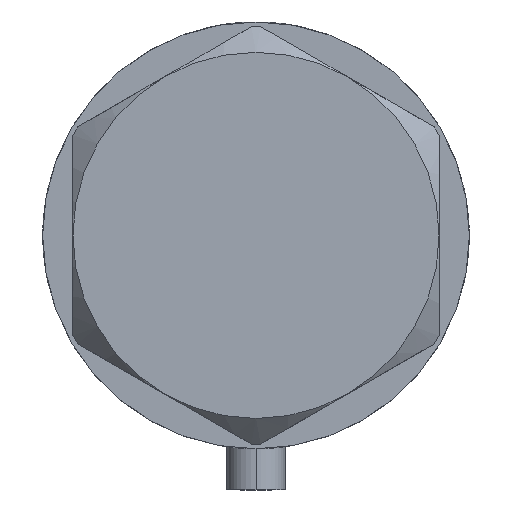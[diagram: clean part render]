
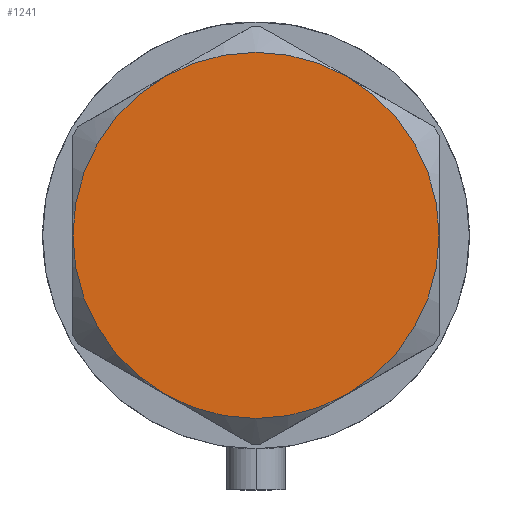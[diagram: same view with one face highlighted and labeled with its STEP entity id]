
A CAD part, left-side view. The second image highlights one B-rep face of the part: STEP entity #1241.
In plain terms, the highlighted face is planar.
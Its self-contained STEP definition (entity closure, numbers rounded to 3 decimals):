
#19 = DIRECTION ( 'NONE',  ( 0., 0., 1. ) ) ;
#196 = VERTEX_POINT ( 'NONE', #542 ) ;
#250 = DIRECTION ( 'NONE',  ( 0., 0., 1. ) ) ;
#370 = CIRCLE ( 'NONE', #3099, 37.75 ) ;
#375 = AXIS2_PLACEMENT_3D ( 'NONE', #3377, #250, #2673 ) ;
#379 = ORIENTED_EDGE ( 'NONE', *, *, #3675, .T. ) ;
#542 = CARTESIAN_POINT ( 'NONE',  ( -37.75, 0., 13. ) ) ;
#609 = CIRCLE ( 'NONE', #1494, 37.75 ) ;
#743 = DIRECTION ( 'NONE',  ( 1., 0., 0. ) ) ;
#842 = EDGE_CURVE ( 'NONE', #1879, #1132, #1128, .T. ) ;
#991 = CARTESIAN_POINT ( 'NONE',  ( 0., 0., 13. ) ) ;
#1113 = CARTESIAN_POINT ( 'NONE',  ( 0., 0., 13. ) ) ;
#1128 = CIRCLE ( 'NONE', #2380, 37.75 ) ;
#1132 = VERTEX_POINT ( 'NONE', #2803 ) ;
#1241 = ADVANCED_FACE ( 'NONE', ( #1446 ), #3895, .T. ) ;
#1397 = DIRECTION ( 'NONE',  ( 1., 0., 0. ) ) ;
#1423 = CARTESIAN_POINT ( 'NONE',  ( 0., 0., 13. ) ) ;
#1438 = CARTESIAN_POINT ( 'NONE',  ( 18.875, -32.692, 13. ) ) ;
#1446 = FACE_OUTER_BOUND ( 'NONE', #3118, .T. ) ;
#1494 = AXIS2_PLACEMENT_3D ( 'NONE', #2489, #19, #2100 ) ;
#1839 = EDGE_CURVE ( 'NONE', #1132, #4413, #2001, .T. ) ;
#1844 = AXIS2_PLACEMENT_3D ( 'NONE', #3397, #4086, #4127 ) ;
#1861 = CARTESIAN_POINT ( 'NONE',  ( 18.875, 32.692, 13. ) ) ;
#1878 = ORIENTED_EDGE ( 'NONE', *, *, #3069, .T. ) ;
#1879 = VERTEX_POINT ( 'NONE', #1438 ) ;
#2001 = CIRCLE ( 'NONE', #3690, 37.75 ) ;
#2034 = DIRECTION ( 'NONE',  ( 0., 0., 1. ) ) ;
#2053 = CARTESIAN_POINT ( 'NONE',  ( 0., 0., 13. ) ) ;
#2100 = DIRECTION ( 'NONE',  ( 1., 0., 0. ) ) ;
#2262 = ORIENTED_EDGE ( 'NONE', *, *, #842, .T. ) ;
#2339 = DIRECTION ( 'NONE',  ( 0., 0., 1. ) ) ;
#2380 = AXIS2_PLACEMENT_3D ( 'NONE', #1423, #2435, #1397 ) ;
#2435 = DIRECTION ( 'NONE',  ( 0., 0., 1. ) ) ;
#2465 = VERTEX_POINT ( 'NONE', #3716 ) ;
#2489 = CARTESIAN_POINT ( 'NONE',  ( 0., 0., 13. ) ) ;
#2504 = ORIENTED_EDGE ( 'NONE', *, *, #3406, .T. ) ;
#2582 = CIRCLE ( 'NONE', #1844, 37.75 ) ;
#2588 = AXIS2_PLACEMENT_3D ( 'NONE', #1113, #4240, #743 ) ;
#2673 = DIRECTION ( 'NONE',  ( 1., 0., 0. ) ) ;
#2707 = ORIENTED_EDGE ( 'NONE', *, *, #1839, .T. ) ;
#2747 = CARTESIAN_POINT ( 'NONE',  ( -18.875, -32.692, 13. ) ) ;
#2803 = CARTESIAN_POINT ( 'NONE',  ( 37.75, 0., 13. ) ) ;
#3065 = DIRECTION ( 'NONE',  ( 1., 0., 0. ) ) ;
#3069 = EDGE_CURVE ( 'NONE', #196, #4524, #370, .T. ) ;
#3099 = AXIS2_PLACEMENT_3D ( 'NONE', #2053, #2339, #4091 ) ;
#3118 = EDGE_LOOP ( 'NONE', ( #2262, #2707, #3515, #379, #1878, #2504 ) ) ;
#3377 = CARTESIAN_POINT ( 'NONE',  ( 0., 0., 13. ) ) ;
#3394 = CIRCLE ( 'NONE', #375, 37.75 ) ;
#3397 = CARTESIAN_POINT ( 'NONE',  ( 0., 0., 13. ) ) ;
#3406 = EDGE_CURVE ( 'NONE', #4524, #1879, #3394, .T. ) ;
#3515 = ORIENTED_EDGE ( 'NONE', *, *, #4219, .T. ) ;
#3675 = EDGE_CURVE ( 'NONE', #2465, #196, #2582, .T. ) ;
#3690 = AXIS2_PLACEMENT_3D ( 'NONE', #991, #2034, #3065 ) ;
#3716 = CARTESIAN_POINT ( 'NONE',  ( -18.875, 32.692, 13. ) ) ;
#3895 = PLANE ( 'NONE',  #2588 ) ;
#4086 = DIRECTION ( 'NONE',  ( 0., 0., 1. ) ) ;
#4091 = DIRECTION ( 'NONE',  ( 1., 0., 0. ) ) ;
#4127 = DIRECTION ( 'NONE',  ( 1., 0., 0. ) ) ;
#4219 = EDGE_CURVE ( 'NONE', #4413, #2465, #609, .T. ) ;
#4240 = DIRECTION ( 'NONE',  ( 0., 0., 1. ) ) ;
#4413 = VERTEX_POINT ( 'NONE', #1861 ) ;
#4524 = VERTEX_POINT ( 'NONE', #2747 ) ;
